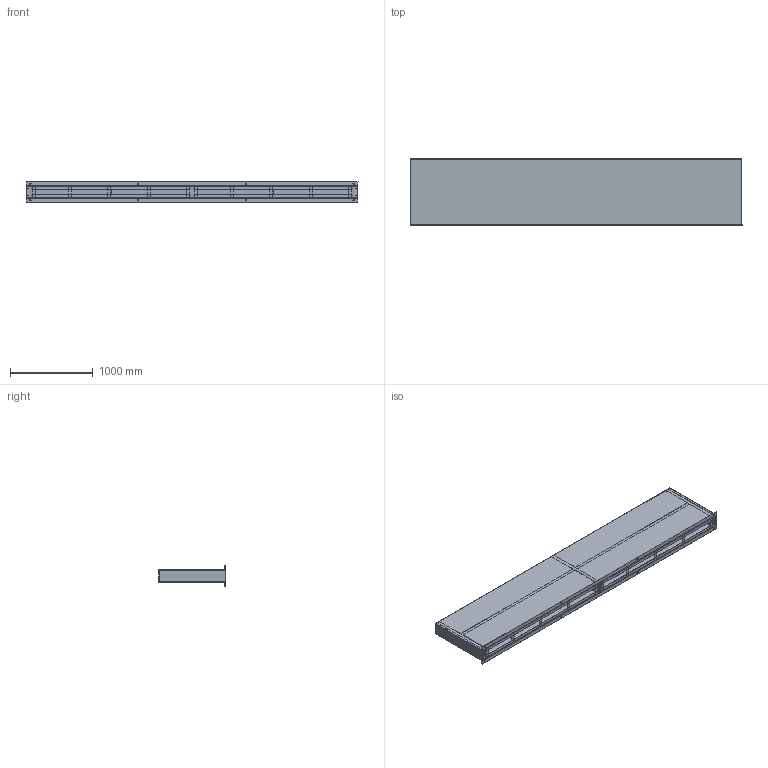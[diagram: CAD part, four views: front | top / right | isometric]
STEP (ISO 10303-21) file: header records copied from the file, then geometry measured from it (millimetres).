
FILE_DESCRIPTION (( 'STEP AP214' ), '1' );
FILE_NAME ('AW1.3_VectorWorks.STEP', '2021-04-22T10:16:53', ( '' ), ( '' ), 'SwSTEP 2.0', 'SolidWorks 2020', '' );
FILE_SCHEMA (( 'AUTOMOTIVE_DESIGN' ));
Length unit declared in the file: millimetre
Products named in the file (9): AW1.3-reinforcement 1; AW1.3-sidewall; AW1.3_VectorWorks; AW1.3-sidewall2; AW1.3-reinforcement Upr1; AW1.3-headwall; AW1.3-top; AW1.3-reinforcement 2; AW1.3-reinforcement 3
Assembly tree (39 placements, depth 2):
  AW1.3_VectorWorks
    AW1.3-sidewall
    AW1.3-sidewall2
    AW1.3-top
    AW1.3-headwall  x2
    AW1.3-reinforcement 1  x8
    AW1.3-reinforcement Upr1  x6
    AW1.3-reinforcement 2  x4
    AW1.3-reinforcement 3  x16
Bounding box: 4000 x 800 x 248 mm (x, y, z)
Volume: 28212795.8 mm3; surface area: 19056825.7 mm2
Topology: 39 solids, 39 shells, 626 faces, 1372 edges, 824 vertices
Faces by surface type: plane 526, cylinder 100
Entity records: 4502 total; most frequent: DIRECTION 744, CARTESIAN_POINT 698, ORIENTED_EDGE 640, EDGE_CURVE 320, VECTOR 260, LINE 260, AXIS2_PLACEMENT_3D 242, VERTEX_POINT 196
